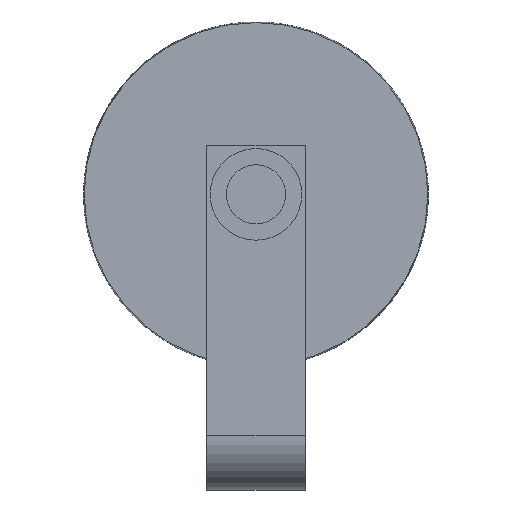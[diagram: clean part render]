
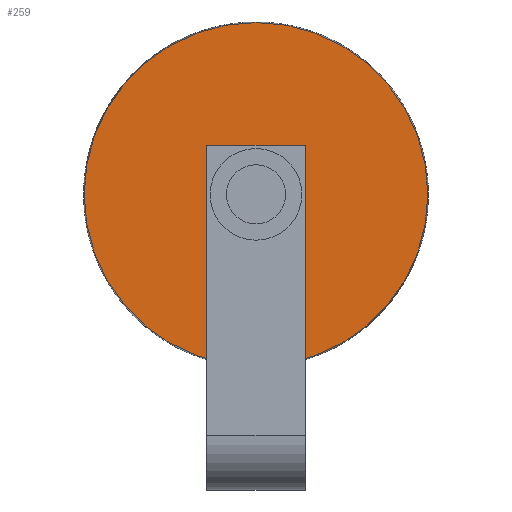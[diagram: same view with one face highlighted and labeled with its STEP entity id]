
A CAD part, front view. The second image highlights one B-rep face of the part: STEP entity #259.
In plain terms, the highlighted planar face has unit normal (0, -1, 0).
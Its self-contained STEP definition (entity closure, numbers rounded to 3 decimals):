
#259=ADVANCED_FACE('',(#562,#563),#564,.F.);
#562=FACE_BOUND('',#912,.T.);
#563=FACE_OUTER_BOUND('',#913,.T.);
#564=PLANE('',#914);
#912=EDGE_LOOP('',(#1581,#1582));
#913=EDGE_LOOP('',(#1583,#1584,#1585,#1586));
#914=AXIS2_PLACEMENT_3D('',#1587,#1588,#1589);
#1581=ORIENTED_EDGE('',*,*,#2049,.T.);
#1582=ORIENTED_EDGE('',*,*,#2141,.T.);
#1583=ORIENTED_EDGE('',*,*,#2178,.F.);
#1584=ORIENTED_EDGE('',*,*,#1994,.F.);
#1585=ORIENTED_EDGE('',*,*,#2180,.F.);
#1586=ORIENTED_EDGE('',*,*,#1999,.F.);
#1587=CARTESIAN_POINT('',(0.0,-65.7,30.0));
#1588=DIRECTION('',(0.0,1.0,0.));
#1589=DIRECTION('',(1.0,0.0,0.0));
#1994=EDGE_CURVE('',#2370,#2373,#2374,.T.);
#1999=EDGE_CURVE('',#2379,#2382,#2383,.T.);
#2049=EDGE_CURVE('',#2472,#2469,#2473,.T.);
#2141=EDGE_CURVE('',#2469,#2472,#2606,.T.);
#2178=EDGE_CURVE('',#2373,#2379,#2645,.T.);
#2180=EDGE_CURVE('',#2382,#2370,#2647,.T.);
#2370=VERTEX_POINT('',#2865);
#2373=VERTEX_POINT('',#2868);
#2374=CIRCLE('',#2869,17.437);
#2379=VERTEX_POINT('',#2874);
#2382=VERTEX_POINT('',#2877);
#2383=CIRCLE('',#2878,17.437);
#2469=VERTEX_POINT('',#2982);
#2472=VERTEX_POINT('',#2986);
#2473=CIRCLE('',#2987,3.0);
#2606=CIRCLE('',#3129,3.0);
#2645=CIRCLE('',#3168,17.437);
#2647=CIRCLE('',#3170,17.437);
#2865=CARTESIAN_POINT('',(-17.437,-65.7,30.));
#2868=CARTESIAN_POINT('',(0.0,-65.7,47.437));
#2869=AXIS2_PLACEMENT_3D('',#3447,#3448,#3449);
#2874=CARTESIAN_POINT('',(17.437,-65.7,30.));
#2877=CARTESIAN_POINT('',(0.0,-65.7,12.563));
#2878=AXIS2_PLACEMENT_3D('',#3459,#3460,#3461);
#2982=CARTESIAN_POINT('',(3.0,-65.7,30.0));
#2986=CARTESIAN_POINT('',(-3.0,-65.7,30.0));
#2987=AXIS2_PLACEMENT_3D('',#3541,#3542,#3543);
#3129=AXIS2_PLACEMENT_3D('',#3718,#3719,#3720);
#3168=AXIS2_PLACEMENT_3D('',#3784,#3785,#3786);
#3170=AXIS2_PLACEMENT_3D('',#3787,#3788,#3789);
#3447=CARTESIAN_POINT('',(0.0,-65.7,30.0));
#3448=DIRECTION('',(0.0,1.0,0.));
#3449=DIRECTION('',(0.0,0.,-1.0));
#3459=CARTESIAN_POINT('',(0.0,-65.7,30.0));
#3460=DIRECTION('',(0.0,1.0,0.));
#3461=DIRECTION('',(0.0,0.,1.0));
#3541=CARTESIAN_POINT('',(0.0,-65.7,30.0));
#3542=DIRECTION('',(0.0,1.0,0.));
#3543=DIRECTION('',(1.0,0.0,0.0));
#3718=CARTESIAN_POINT('',(0.0,-65.7,30.0));
#3719=DIRECTION('',(0.0,1.0,0.));
#3720=DIRECTION('',(1.0,0.0,0.0));
#3784=CARTESIAN_POINT('',(0.0,-65.7,30.0));
#3785=DIRECTION('',(0.0,1.0,0.));
#3786=DIRECTION('',(0.0,0.,1.0));
#3787=CARTESIAN_POINT('',(0.0,-65.7,30.0));
#3788=DIRECTION('',(0.0,1.0,0.));
#3789=DIRECTION('',(0.0,0.,-1.0));
